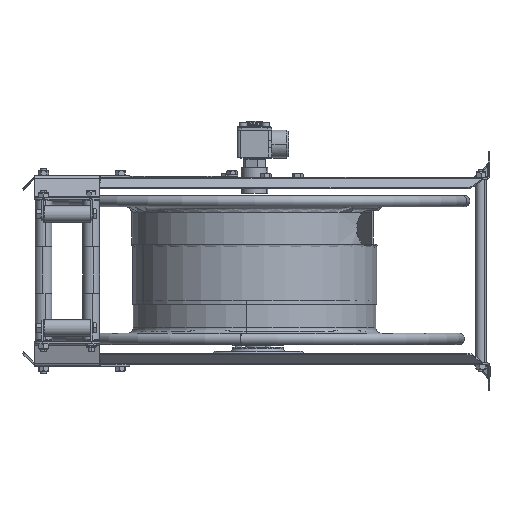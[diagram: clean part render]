
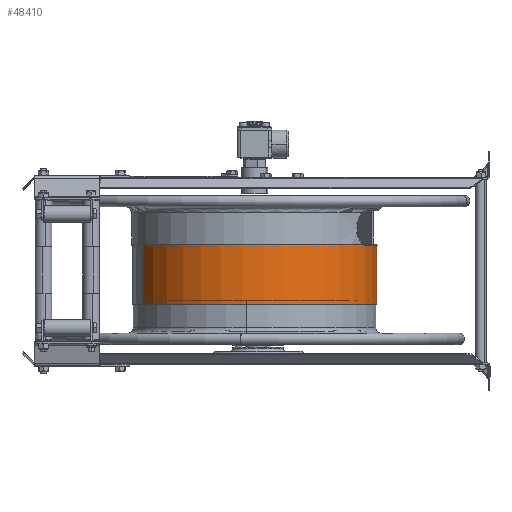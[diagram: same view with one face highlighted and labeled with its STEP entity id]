
A CAD part, front view. The second image highlights one B-rep face of the part: STEP entity #48410.
In plain terms, the highlighted cylindrical face has radius 131 mm (diameter 262 mm), a partial arc.
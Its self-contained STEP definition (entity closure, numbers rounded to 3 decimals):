
#19520 = CARTESIAN_POINT ( 'NONE',  ( -149.481, -53.716, -69.4 ) ) ;
#19604 = CARTESIAN_POINT ( 'NONE',  ( -149.481, -53.716, -133.4 ) ) ;
#19605 = CARTESIAN_POINT ( 'NONE',  ( 89.481, 53.716, -133.4 ) ) ;
#19606 = DIRECTION ( 'NONE',  ( 0., 0., -1. ) ) ;
#19607 = VECTOR ( 'NONE', #19606, 1000. ) ;
#19608 = CARTESIAN_POINT ( 'NONE',  ( 89.481, 53.716, -69.4 ) ) ;
#19609 = LINE ( 'NONE', #19608, #19607 ) ;
#19610 = CARTESIAN_POINT ( 'NONE',  ( 89.481, 53.716, -69.4 ) ) ;
#19738 = DIRECTION ( 'NONE',  ( -0.912, -0.41, 0. ) ) ;
#19739 = DIRECTION ( 'NONE',  ( 0., 0., -1. ) ) ;
#19740 = CARTESIAN_POINT ( 'NONE',  ( -30., 0., -133.4 ) ) ;
#19741 = AXIS2_PLACEMENT_3D ( 'NONE', #19740, #19739, #19738 ) ;
#19742 = CIRCLE ( 'NONE', #19741, 131. ) ;
#19744 = DIRECTION ( 'NONE',  ( -0.912, -0.41, 0. ) ) ;
#19745 = DIRECTION ( 'NONE',  ( 0., 0., -1. ) ) ;
#19746 = CARTESIAN_POINT ( 'NONE',  ( -30., 0., -69.4 ) ) ;
#19747 = AXIS2_PLACEMENT_3D ( 'NONE', #19746, #19745, #19744 ) ;
#19748 = CIRCLE ( 'NONE', #19747, 131. ) ;
#19779 = DIRECTION ( 'NONE',  ( -0.912, -0.41, 0. ) ) ;
#19780 = DIRECTION ( 'NONE',  ( 0., 0., -1. ) ) ;
#19781 = CARTESIAN_POINT ( 'NONE',  ( -30., 0., -69.4 ) ) ;
#19782 = AXIS2_PLACEMENT_3D ( 'NONE', #19781, #19780, #19779 ) ;
#19783 = CYLINDRICAL_SURFACE ( 'NONE', #19782, 131. ) ;
#19798 = FACE_OUTER_BOUND ( 'NONE', #48411, .T. ) ;
#37826 = DIRECTION ( 'NONE',  ( 0., 0., -1. ) ) ;
#37828 = VECTOR ( 'NONE', #37826, 1000. ) ;
#37830 = CARTESIAN_POINT ( 'NONE',  ( -149.481, -53.716, -69.4 ) ) ;
#37833 = LINE ( 'NONE', #37830, #37828 ) ;
#48338 = VERTEX_POINT ( 'NONE', #19520 ) ;
#48339 = VERTEX_POINT ( 'NONE', #19610 ) ;
#48341 = EDGE_CURVE ( 'NONE', #48339, #48342, #19609, .T. ) ;
#48342 = VERTEX_POINT ( 'NONE', #19605 ) ;
#48344 = VERTEX_POINT ( 'NONE', #19604 ) ;
#48410 = ADVANCED_FACE ( 'NONE', ( #19798 ), #19783, .T. ) ;
#48411 = EDGE_LOOP ( 'NONE', ( #48412, #48416, #48418, #48419 ) ) ;
#48412 = ORIENTED_EDGE ( 'NONE', *, *, #48341, .F. ) ;
#48416 = ORIENTED_EDGE ( 'NONE', *, *, #48417, .T. ) ;
#48417 = EDGE_CURVE ( 'NONE', #48339, #48338, #19748, .T. ) ;
#48418 = ORIENTED_EDGE ( 'NONE', *, *, #52913, .T. ) ;
#48419 = ORIENTED_EDGE ( 'NONE', *, *, #48420, .F. ) ;
#48420 = EDGE_CURVE ( 'NONE', #48342, #48344, #19742, .T. ) ;
#52913 = EDGE_CURVE ( 'NONE', #48338, #48344, #37833, .T. ) ;
